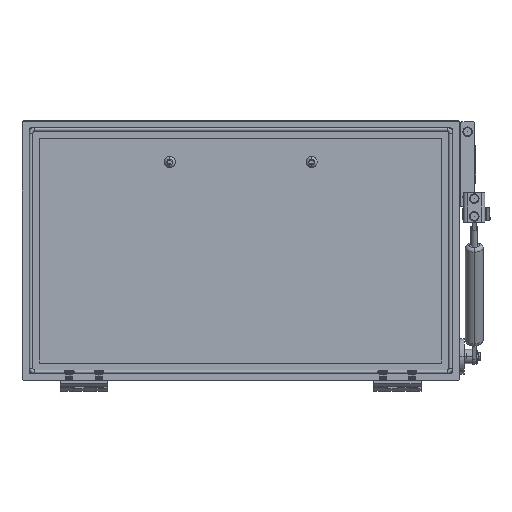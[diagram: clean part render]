
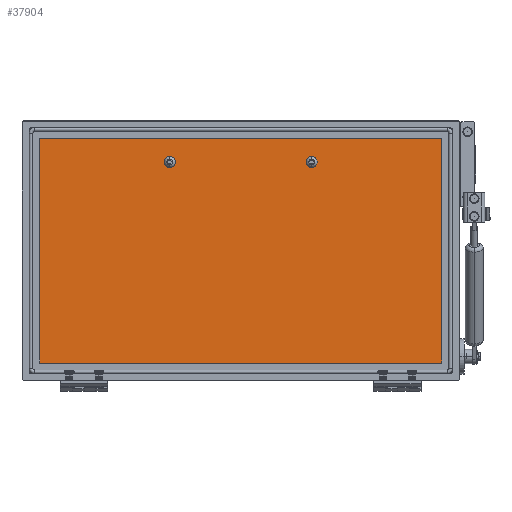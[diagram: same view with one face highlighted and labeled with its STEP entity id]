
A CAD part, front view. The second image highlights one B-rep face of the part: STEP entity #37904.
In plain terms, the highlighted planar face has unit normal (0, -1, 0).
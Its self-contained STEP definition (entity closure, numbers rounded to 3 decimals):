
#920 = CARTESIAN_POINT ( 'NONE',  ( 60., 22.5, 75. ) ) ;
#1082 = VERTEX_POINT ( 'NONE', #33891 ) ;
#1762 = CARTESIAN_POINT ( 'NONE',  ( -170., 22.5, -95. ) ) ;
#1778 = ORIENTED_EDGE ( 'NONE', *, *, #5037, .T. ) ;
#1942 = DIRECTION ( 'NONE',  ( 0., 0., -1. ) ) ;
#1949 = CARTESIAN_POINT ( 'NONE',  ( -170., 22.5, 95. ) ) ;
#1957 = CIRCLE ( 'NONE', #35069, 2.75 ) ;
#1995 = EDGE_CURVE ( 'NONE', #35806, #2014, #12818, .T. ) ;
#2014 = VERTEX_POINT ( 'NONE', #12261 ) ;
#2101 = EDGE_LOOP ( 'NONE', ( #10484, #1778, #11714, #24560 ) ) ;
#3235 = VECTOR ( 'NONE', #1942, 1000. ) ;
#3496 = EDGE_LOOP ( 'NONE', ( #10280, #27053 ) ) ;
#3785 = FACE_BOUND ( 'NONE', #3496, .T. ) ;
#3968 = AXIS2_PLACEMENT_3D ( 'NONE', #38097, #23041, #14837 ) ;
#4051 = VERTEX_POINT ( 'NONE', #16535 ) ;
#4889 = LINE ( 'NONE', #1949, #33788 ) ;
#5037 = EDGE_CURVE ( 'NONE', #5151, #14604, #25239, .T. ) ;
#5151 = VERTEX_POINT ( 'NONE', #19578 ) ;
#5171 = VECTOR ( 'NONE', #13875, 1000. ) ;
#6160 = FACE_BOUND ( 'NONE', #33383, .T. ) ;
#6559 = PLANE ( 'NONE',  #25099 ) ;
#6821 = DIRECTION ( 'NONE',  ( 0., 0., -1. ) ) ;
#7525 = DIRECTION ( 'NONE',  ( 0., 0., -1. ) ) ;
#8887 = CARTESIAN_POINT ( 'NONE',  ( 60., 22.5, 72.25 ) ) ;
#9632 = EDGE_CURVE ( 'NONE', #14604, #10574, #13491, .T. ) ;
#9775 = EDGE_CURVE ( 'NONE', #2014, #35806, #25167, .T. ) ;
#10280 = ORIENTED_EDGE ( 'NONE', *, *, #26810, .F. ) ;
#10484 = ORIENTED_EDGE ( 'NONE', *, *, #12125, .T. ) ;
#10558 = CARTESIAN_POINT ( 'NONE',  ( 170., 22.5, 95. ) ) ;
#10574 = VERTEX_POINT ( 'NONE', #26442 ) ;
#11714 = ORIENTED_EDGE ( 'NONE', *, *, #9632, .T. ) ;
#12125 = EDGE_CURVE ( 'NONE', #4051, #5151, #31492, .T. ) ;
#12261 = CARTESIAN_POINT ( 'NONE',  ( 60., 22.5, 77.75 ) ) ;
#12818 = CIRCLE ( 'NONE', #20329, 2.75 ) ;
#13491 = LINE ( 'NONE', #10558, #5171 ) ;
#13875 = DIRECTION ( 'NONE',  ( 0., 0., 1. ) ) ;
#13899 = DIRECTION ( 'NONE',  ( -1., 0., 0. ) ) ;
#14604 = VERTEX_POINT ( 'NONE', #34249 ) ;
#14837 = DIRECTION ( 'NONE',  ( 0., 0., -1. ) ) ;
#15922 = FACE_OUTER_BOUND ( 'NONE', #2101, .T. ) ;
#16535 = CARTESIAN_POINT ( 'NONE',  ( -170., 22.5, 95. ) ) ;
#17460 = ORIENTED_EDGE ( 'NONE', *, *, #1995, .F. ) ;
#17668 = CIRCLE ( 'NONE', #31408, 2.75 ) ;
#18331 = CARTESIAN_POINT ( 'NONE',  ( -60., 22.5, 75. ) ) ;
#19247 = CARTESIAN_POINT ( 'NONE',  ( -60., 22.5, 75. ) ) ;
#19578 = CARTESIAN_POINT ( 'NONE',  ( -170., 22.5, -95. ) ) ;
#19722 = EDGE_CURVE ( 'NONE', #10574, #4051, #4889, .T. ) ;
#20329 = AXIS2_PLACEMENT_3D ( 'NONE', #920, #24754, #33751 ) ;
#23041 = DIRECTION ( 'NONE',  ( 0., -1., 0. ) ) ;
#24015 = VERTEX_POINT ( 'NONE', #28192 ) ;
#24560 = ORIENTED_EDGE ( 'NONE', *, *, #19722, .T. ) ;
#24754 = DIRECTION ( 'NONE',  ( 0., -1., 0. ) ) ;
#24764 = VECTOR ( 'NONE', #34818, 1000. ) ;
#24788 = DIRECTION ( 'NONE',  ( 0., -1., 0. ) ) ;
#24892 = DIRECTION ( 'NONE',  ( 0., -1., 0. ) ) ;
#25099 = AXIS2_PLACEMENT_3D ( 'NONE', #36264, #24892, #27264 ) ;
#25167 = CIRCLE ( 'NONE', #3968, 2.75 ) ;
#25239 = LINE ( 'NONE', #1762, #24764 ) ;
#26442 = CARTESIAN_POINT ( 'NONE',  ( 170., 22.5, 95. ) ) ;
#26810 = EDGE_CURVE ( 'NONE', #1082, #24015, #1957, .T. ) ;
#27053 = ORIENTED_EDGE ( 'NONE', *, *, #32428, .F. ) ;
#27264 = DIRECTION ( 'NONE',  ( 0., 0., -1. ) ) ;
#28192 = CARTESIAN_POINT ( 'NONE',  ( -60., 22.5, 72.25 ) ) ;
#28735 = CARTESIAN_POINT ( 'NONE',  ( -170., 22.5, 95. ) ) ;
#31408 = AXIS2_PLACEMENT_3D ( 'NONE', #19247, #34494, #7525 ) ;
#31492 = LINE ( 'NONE', #28735, #3235 ) ;
#32428 = EDGE_CURVE ( 'NONE', #24015, #1082, #17668, .T. ) ;
#33148 = ORIENTED_EDGE ( 'NONE', *, *, #9775, .F. ) ;
#33383 = EDGE_LOOP ( 'NONE', ( #33148, #17460 ) ) ;
#33751 = DIRECTION ( 'NONE',  ( 0., 0., -1. ) ) ;
#33788 = VECTOR ( 'NONE', #13899, 1000. ) ;
#33891 = CARTESIAN_POINT ( 'NONE',  ( -60., 22.5, 77.75 ) ) ;
#34249 = CARTESIAN_POINT ( 'NONE',  ( 170., 22.5, -95. ) ) ;
#34494 = DIRECTION ( 'NONE',  ( 0., -1., 0. ) ) ;
#34818 = DIRECTION ( 'NONE',  ( 1., 0., 0. ) ) ;
#35069 = AXIS2_PLACEMENT_3D ( 'NONE', #18331, #24788, #6821 ) ;
#35806 = VERTEX_POINT ( 'NONE', #8887 ) ;
#36264 = CARTESIAN_POINT ( 'NONE',  ( -170., 22.5, -95. ) ) ;
#37904 = ADVANCED_FACE ( 'NONE', ( #3785, #6160, #15922 ), #6559, .T. ) ;
#38097 = CARTESIAN_POINT ( 'NONE',  ( 60., 22.5, 75. ) ) ;
